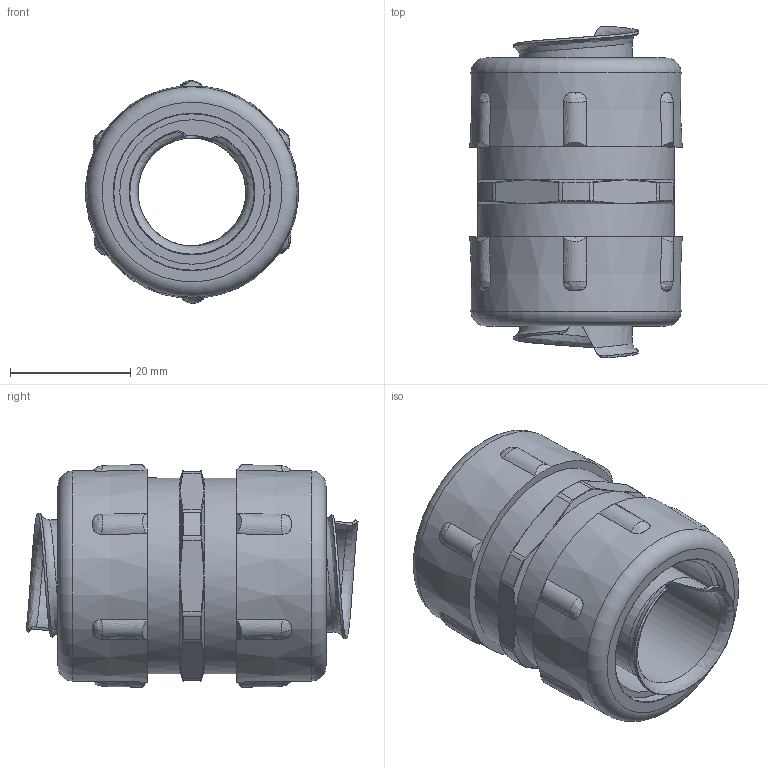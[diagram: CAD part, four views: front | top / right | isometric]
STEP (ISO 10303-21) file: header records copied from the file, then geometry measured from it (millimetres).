
FILE_DESCRIPTION(/* description */ (''),/* implementation_level */ '2;1');
FILE_NAME(/* name */ '',/* time_stamp */ '2025-06-10T14:38:45+07:00',/* author */ ('zeta-82'),/* organization */ (''),/* preprocessor_version */ 'ST-DEVELOPER v19.2',/* originating_system */ 'Autodesk Inventor 2024',/* authorisation */ '');
FILE_SCHEMA (('AUTOMOTIVE_DESIGN { 1 0 10303 214 3 1 1 }'));
Length unit declared in the file: millimetre
Products named in the file (1): ЗЭТА.105.110.000 МСМ-
15
Bounding box: 35.3 x 55.16 x 36.97 mm (x, y, z)
Volume: 23984.3 mm3; surface area: 15128.5 mm2
Topology: 13 solids, 13 shells, 230 faces, 592 edges, 370 vertices
Faces by surface type: bspline 139, cylinder 29, cone 26, plane 18, torus 18
Full cylindrical faces by diameter (mm): 17.9 x1, 18.7 x2, 24 x2, 26 x2, 32.6 x2
Entity records: 11955 total; most frequent: CARTESIAN_POINT 6797, ORIENTED_EDGE 1156, DIRECTION 785, EDGE_CURVE 578, VERTEX_POINT 380, AXIS2_PLACEMENT_3D 349, CIRCLE 256, STYLED_ITEM 239
